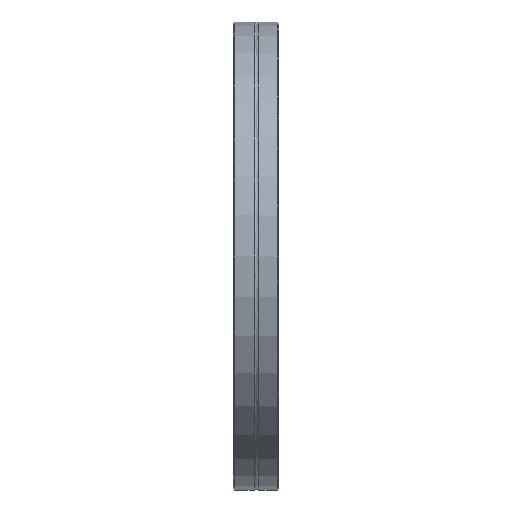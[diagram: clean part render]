
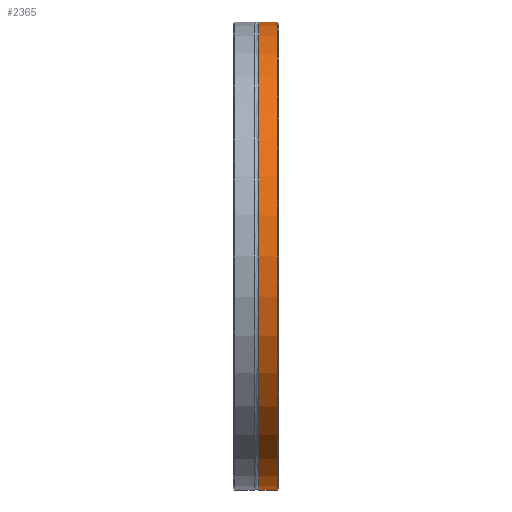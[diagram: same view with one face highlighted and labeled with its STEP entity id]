
A CAD part, front view. The second image highlights one B-rep face of the part: STEP entity #2365.
In plain terms, the highlighted cylindrical face has radius 126.5 mm (diameter 253 mm), a full revolution.
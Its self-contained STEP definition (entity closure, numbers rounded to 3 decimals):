
#101 = CARTESIAN_POINT ( 'NONE',  ( -0.733, 126.498, 0.73 ) ) ;
#188 = ORIENTED_EDGE ( 'NONE', *, *, #574, .T. ) ;
#226 = DIRECTION ( 'NONE',  ( 1., 0., 0. ) ) ;
#477 = DIRECTION ( 'NONE',  ( 0., 0., -1. ) ) ;
#480 = VERTEX_POINT ( 'NONE', #813 ) ;
#535 = EDGE_CURVE ( 'NONE', #480, #480, #1109, .T. ) ;
#574 = EDGE_CURVE ( 'NONE', #1992, #1668, #1653, .T. ) ;
#616 = EDGE_CURVE ( 'NONE', #1668, #1992, #1574, .T. ) ;
#681 = CARTESIAN_POINT ( 'NONE',  ( -5.4, 0., 0. ) ) ;
#747 = DIRECTION ( 'NONE',  ( 0., 0., -1. ) ) ;
#764 = CARTESIAN_POINT ( 'NONE',  ( -0.733, 126.498, -0.73 ) ) ;
#793 = DIRECTION ( 'NONE',  ( 0., 0., -1. ) ) ;
#813 = CARTESIAN_POINT ( 'NONE',  ( -10.8, 0., -126.5 ) ) ;
#1013 = AXIS2_PLACEMENT_3D ( 'NONE', #681, #226, #477 ) ;
#1109 = CIRCLE ( 'NONE', #1599, 126.5 ) ;
#1366 = ORIENTED_EDGE ( 'NONE', *, *, #616, .T. ) ;
#1471 = CARTESIAN_POINT ( 'NONE',  ( -0.6, 126.495, 1.077 ) ) ;
#1487 = CARTESIAN_POINT ( 'NONE',  ( -10.8, 0., 0. ) ) ;
#1574 = B_SPLINE_CURVE_WITH_KNOTS ( 'NONE', 3,
 ( #1471, #101, #2627, #2842, #764, #1717 ),
 .UNSPECIFIED., .F., .F.,
 ( 4, 2, 4 ),
 ( -0.001, 0., 0.001 ),
 .UNSPECIFIED. ) ;
#1599 = AXIS2_PLACEMENT_3D ( 'NONE', #1487, #2153, #747 ) ;
#1653 = CIRCLE ( 'NONE', #2928, 126.5 ) ;
#1668 = VERTEX_POINT ( 'NONE', #2980 ) ;
#1717 = CARTESIAN_POINT ( 'NONE',  ( -0.6, 126.495, -1.077 ) ) ;
#1828 = CYLINDRICAL_SURFACE ( 'NONE', #1013, 126.5 ) ;
#1959 = ORIENTED_EDGE ( 'NONE', *, *, #535, .T. ) ;
#1992 = VERTEX_POINT ( 'NONE', #2388 ) ;
#2005 = EDGE_LOOP ( 'NONE', ( #188, #1366 ) ) ;
#2111 = FACE_OUTER_BOUND ( 'NONE', #2263, .T. ) ;
#2153 = DIRECTION ( 'NONE',  ( 1., 0., 0. ) ) ;
#2263 = EDGE_LOOP ( 'NONE', ( #1959 ) ) ;
#2365 = ADVANCED_FACE ( 'NONE', ( #2111, #2973 ), #1828, .T. ) ;
#2388 = CARTESIAN_POINT ( 'NONE',  ( -0.6, 126.495, -1.077 ) ) ;
#2405 = DIRECTION ( 'NONE',  ( -1., 0., 0. ) ) ;
#2627 = CARTESIAN_POINT ( 'NONE',  ( -0.8, 126.5, 0.371 ) ) ;
#2842 = CARTESIAN_POINT ( 'NONE',  ( -0.8, 126.5, -0.371 ) ) ;
#2854 = CARTESIAN_POINT ( 'NONE',  ( -0.6, 0., 0. ) ) ;
#2928 = AXIS2_PLACEMENT_3D ( 'NONE', #2854, #2405, #793 ) ;
#2973 = FACE_OUTER_BOUND ( 'NONE', #2005, .T. ) ;
#2980 = CARTESIAN_POINT ( 'NONE',  ( -0.6, 126.495, 1.077 ) ) ;
